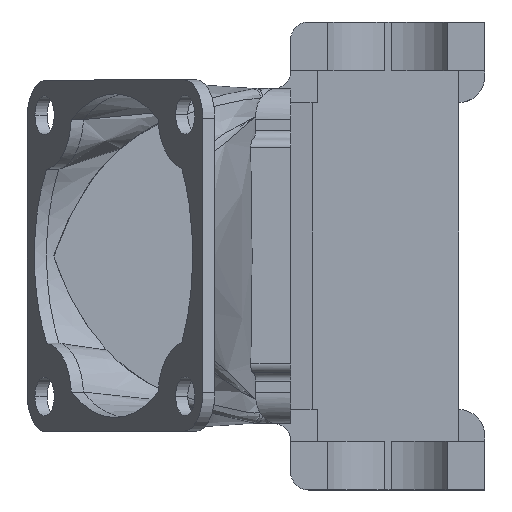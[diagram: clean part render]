
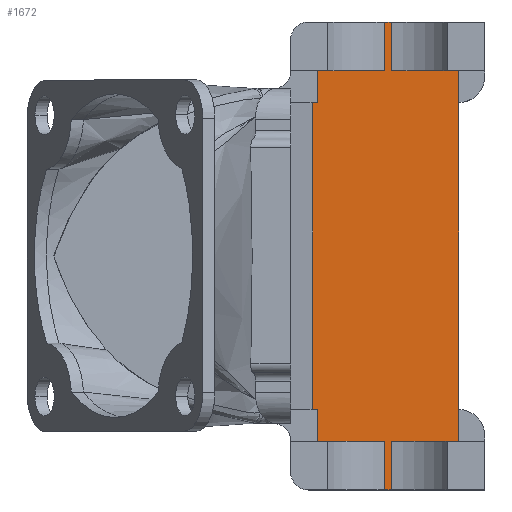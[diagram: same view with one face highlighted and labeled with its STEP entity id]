
A CAD part, top view. The second image highlights one B-rep face of the part: STEP entity #1672.
In plain terms, the highlighted planar face has unit normal (0, 0, 1).
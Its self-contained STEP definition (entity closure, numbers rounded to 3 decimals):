
#243 = AXIS2_PLACEMENT_3D ( 'NONE', #10261, #10270, #10271 ) ;
#1672 = ADVANCED_FACE ( 'NONE', ( #2442 ), #10268, .F. ) ;
#2173 = CARTESIAN_POINT ( 'NONE',  ( 13.255, -17.46, 2. ) ) ;
#2180 = CARTESIAN_POINT ( 'NONE',  ( 13.255, 17.46, 2. ) ) ;
#2186 = CARTESIAN_POINT ( 'NONE',  ( 21.409, 21.06, 2. ) ) ;
#2201 = CARTESIAN_POINT ( 'NONE',  ( 29.855, 17.46, 2. ) ) ;
#2204 = CARTESIAN_POINT ( 'NONE',  ( 22.201, 21.06, 2. ) ) ;
#2205 = CARTESIAN_POINT ( 'NONE',  ( 29.855, 21.06, 2. ) ) ;
#2206 = CARTESIAN_POINT ( 'NONE',  ( 22.201, 26.61, 2. ) ) ;
#2207 = CARTESIAN_POINT ( 'NONE',  ( 21.409, 26.61, 2. ) ) ;
#2209 = CARTESIAN_POINT ( 'NONE',  ( 29.855, -17.46, 2. ) ) ;
#2210 = CARTESIAN_POINT ( 'NONE',  ( 22.201, -21.06, 2. ) ) ;
#2442 = FACE_OUTER_BOUND ( 'NONE', #7151, .T. ) ;
#2519 = LINE ( 'NONE', #3365, #2522 ) ;
#2522 = VECTOR ( 'NONE', #3366, 1000. ) ;
#2534 = LINE ( 'NONE', #3417, #2539 ) ;
#2538 = LINE ( 'NONE', #3419, #2541 ) ;
#2539 = VECTOR ( 'NONE', #3418, 1000. ) ;
#2541 = VECTOR ( 'NONE', #3420, 1000. ) ;
#2648 = CARTESIAN_POINT ( 'NONE',  ( 22.201, -26.61, 2. ) ) ;
#2649 = CARTESIAN_POINT ( 'NONE',  ( 21.409, -21.06, 2. ) ) ;
#2650 = CARTESIAN_POINT ( 'NONE',  ( 21.409, -26.61, 2. ) ) ;
#2652 = CARTESIAN_POINT ( 'NONE',  ( 13.755, 17.46, 2. ) ) ;
#2653 = CARTESIAN_POINT ( 'NONE',  ( 13.755, 21.06, 2. ) ) ;
#2656 = CARTESIAN_POINT ( 'NONE',  ( 13.755, -21.06, 2. ) ) ;
#2659 = CARTESIAN_POINT ( 'NONE',  ( 13.755, -17.46, 2. ) ) ;
#3037 = CARTESIAN_POINT ( 'NONE',  ( 13.255, 0., 2. ) ) ;
#3080 = DIRECTION ( 'NONE',  ( 0., -1., 0. ) ) ;
#3151 = DIRECTION ( 'NONE',  ( 0., 1., 0. ) ) ;
#3154 = CARTESIAN_POINT ( 'NONE',  ( 21.409, 21.06, 2. ) ) ;
#3158 = CARTESIAN_POINT ( 'NONE',  ( 22.201, 21.06, 2. ) ) ;
#3159 = DIRECTION ( 'NONE',  ( 0., 1., 0. ) ) ;
#3168 = CARTESIAN_POINT ( 'NONE',  ( 32.855, 21.06, 2. ) ) ;
#3176 = DIRECTION ( 'NONE',  ( -1., 0., 0. ) ) ;
#3177 = CARTESIAN_POINT ( 'NONE',  ( 29.855, 21.06, 2. ) ) ;
#3178 = DIRECTION ( 'NONE',  ( 0., -1., 0. ) ) ;
#3195 = CARTESIAN_POINT ( 'NONE',  ( 29.855, -17.46, 2. ) ) ;
#3196 = DIRECTION ( 'NONE',  ( 0., -1., 0. ) ) ;
#3198 = DIRECTION ( 'NONE',  ( 0., -1., 0. ) ) ;
#3200 = CARTESIAN_POINT ( 'NONE',  ( 22.201, -21.06, 2. ) ) ;
#3201 = DIRECTION ( 'NONE',  ( 1., 0., 0. ) ) ;
#3202 = CARTESIAN_POINT ( 'NONE',  ( 22.201, -21.06, 2. ) ) ;
#3206 = CARTESIAN_POINT ( 'NONE',  ( 21.409, -21.06, 2. ) ) ;
#3207 = DIRECTION ( 'NONE',  ( 0., -1., 0. ) ) ;
#3221 = CARTESIAN_POINT ( 'NONE',  ( 13.755, 17.46, 2. ) ) ;
#3223 = DIRECTION ( 'NONE',  ( 0., 1., 0. ) ) ;
#3229 = CARTESIAN_POINT ( 'NONE',  ( 13.755, -21.06, 2. ) ) ;
#3231 = DIRECTION ( 'NONE',  ( 0., 1., 0. ) ) ;
#3243 = CARTESIAN_POINT ( 'NONE',  ( 34.855, 26.61, 2. ) ) ;
#3244 = DIRECTION ( 'NONE',  ( -1., 0., 0. ) ) ;
#3245 = CARTESIAN_POINT ( 'NONE',  ( 10.755, -21.06, 2. ) ) ;
#3250 = CARTESIAN_POINT ( 'NONE',  ( 21.409, 21.06, 2. ) ) ;
#3251 = DIRECTION ( 'NONE',  ( -1., 0., 0. ) ) ;
#3261 = DIRECTION ( 'NONE',  ( 1., 0., 0. ) ) ;
#3269 = CARTESIAN_POINT ( 'NONE',  ( 34.855, -26.61, 2. ) ) ;
#3270 = DIRECTION ( 'NONE',  ( 1., 0., 0. ) ) ;
#3365 = CARTESIAN_POINT ( 'NONE',  ( 10.755, -17.46, 2. ) ) ;
#3366 = DIRECTION ( 'NONE',  ( -1., 0., 0. ) ) ;
#3417 = CARTESIAN_POINT ( 'NONE',  ( 10.755, 17.46, 2. ) ) ;
#3418 = DIRECTION ( 'NONE',  ( 1., 0., 0. ) ) ;
#3419 = CARTESIAN_POINT ( 'NONE',  ( 29.855, -17.46, 2. ) ) ;
#3420 = DIRECTION ( 'NONE',  ( 0., -1., 0. ) ) ;
#5890 = VERTEX_POINT ( 'NONE', #2173 ) ;
#5897 = VERTEX_POINT ( 'NONE', #2180 ) ;
#5903 = VERTEX_POINT ( 'NONE', #2186 ) ;
#5918 = VERTEX_POINT ( 'NONE', #2201 ) ;
#5921 = VERTEX_POINT ( 'NONE', #2204 ) ;
#5922 = VERTEX_POINT ( 'NONE', #2205 ) ;
#5923 = VERTEX_POINT ( 'NONE', #2206 ) ;
#5924 = VERTEX_POINT ( 'NONE', #2207 ) ;
#5926 = VERTEX_POINT ( 'NONE', #2209 ) ;
#5927 = VERTEX_POINT ( 'NONE', #2210 ) ;
#5932 = VERTEX_POINT ( 'NONE', #11398 ) ;
#5933 = VERTEX_POINT ( 'NONE', #2648 ) ;
#5934 = VERTEX_POINT ( 'NONE', #2649 ) ;
#5935 = VERTEX_POINT ( 'NONE', #2650 ) ;
#5937 = VERTEX_POINT ( 'NONE', #2652 ) ;
#5938 = VERTEX_POINT ( 'NONE', #2653 ) ;
#5941 = VERTEX_POINT ( 'NONE', #2656 ) ;
#5944 = VERTEX_POINT ( 'NONE', #2659 ) ;
#6328 = ORIENTED_EDGE ( 'NONE', *, *, #9929, .F. ) ;
#6329 = ORIENTED_EDGE ( 'NONE', *, *, #10018, .F. ) ;
#6330 = ORIENTED_EDGE ( 'NONE', *, *, #9920, .F. ) ;
#6331 = ORIENTED_EDGE ( 'NONE', *, *, #9919, .T. ) ;
#6332 = ORIENTED_EDGE ( 'NONE', *, *, #9915, .T. ) ;
#6333 = ORIENTED_EDGE ( 'NONE', *, *, #9951, .T. ) ;
#6334 = ORIENTED_EDGE ( 'NONE', *, *, #9912, .F. ) ;
#6335 = ORIENTED_EDGE ( 'NONE', *, *, #9954, .T. ) ;
#6336 = ORIENTED_EDGE ( 'NONE', *, *, #9940, .F. ) ;
#6337 = ORIENTED_EDGE ( 'NONE', *, *, #10017, .F. ) ;
#6338 = ORIENTED_EDGE ( 'NONE', *, *, #9881, .T. ) ;
#6339 = ORIENTED_EDGE ( 'NONE', *, *, #10000, .F. ) ;
#6340 = ORIENTED_EDGE ( 'NONE', *, *, #9944, .F. ) ;
#6341 = ORIENTED_EDGE ( 'NONE', *, *, #9959, .T. ) ;
#6342 = ORIENTED_EDGE ( 'NONE', *, *, #9937, .T. ) ;
#6343 = ORIENTED_EDGE ( 'NONE', *, *, #9964, .T. ) ;
#6344 = ORIENTED_EDGE ( 'NONE', *, *, #9934, .F. ) ;
#6345 = ORIENTED_EDGE ( 'NONE', *, *, #9932, .T. ) ;
#7151 = EDGE_LOOP ( 'NONE', ( #6328, #6329, #6330, #6331, #6332, #6333, #6334, #6335, #6336, #6337, #6338, #6339, #6340, #6341, #6342, #6343, #6344, #6345 ) ) ;
#8778 = LINE ( 'NONE', #3037, #8817 ) ;
#8817 = VECTOR ( 'NONE', #3080, 1000. ) ;
#8864 = LINE ( 'NONE', #3154, #8870 ) ;
#8870 = VECTOR ( 'NONE', #3151, 1000. ) ;
#8872 = LINE ( 'NONE', #3158, #8874 ) ;
#8874 = VECTOR ( 'NONE', #3159, 1000. ) ;
#8876 = LINE ( 'NONE', #3168, #8881 ) ;
#8880 = LINE ( 'NONE', #3177, #8883 ) ;
#8881 = VECTOR ( 'NONE', #3176, 1000. ) ;
#8883 = VECTOR ( 'NONE', #3178, 1000. ) ;
#8898 = LINE ( 'NONE', #3195, #8901 ) ;
#8901 = VECTOR ( 'NONE', #3196, 1000. ) ;
#8902 = LINE ( 'NONE', #3202, #8910 ) ;
#8904 = LINE ( 'NONE', #3200, #8907 ) ;
#8907 = VECTOR ( 'NONE', #3201, 1000. ) ;
#8910 = VECTOR ( 'NONE', #3198, 1000. ) ;
#8912 = LINE ( 'NONE', #3206, #8914 ) ;
#8914 = VECTOR ( 'NONE', #3207, 1000. ) ;
#8916 = LINE ( 'NONE', #3221, #8919 ) ;
#8919 = VECTOR ( 'NONE', #3223, 1000. ) ;
#8924 = LINE ( 'NONE', #3229, #8927 ) ;
#8927 = VECTOR ( 'NONE', #3231, 1000. ) ;
#8938 = LINE ( 'NONE', #3243, #8941 ) ;
#8941 = VECTOR ( 'NONE', #3244, 1000. ) ;
#8943 = LINE ( 'NONE', #3250, #8946 ) ;
#8946 = VECTOR ( 'NONE', #3251, 1000. ) ;
#8951 = LINE ( 'NONE', #3245, #8956 ) ;
#8956 = VECTOR ( 'NONE', #3261, 1000. ) ;
#8962 = LINE ( 'NONE', #3269, #8965 ) ;
#8965 = VECTOR ( 'NONE', #3270, 1000. ) ;
#9881 = EDGE_CURVE ( 'NONE', #5897, #5890, #8778, .T. ) ;
#9912 = EDGE_CURVE ( 'NONE', #5903, #5924, #8864, .T. ) ;
#9915 = EDGE_CURVE ( 'NONE', #5921, #5923, #8872, .T. ) ;
#9919 = EDGE_CURVE ( 'NONE', #5922, #5921, #8876, .T. ) ;
#9920 = EDGE_CURVE ( 'NONE', #5922, #5918, #8880, .T. ) ;
#9929 = EDGE_CURVE ( 'NONE', #5926, #5932, #8898, .T. ) ;
#9932 = EDGE_CURVE ( 'NONE', #5927, #5932, #8904, .T. ) ;
#9934 = EDGE_CURVE ( 'NONE', #5927, #5933, #8902, .T. ) ;
#9937 = EDGE_CURVE ( 'NONE', #5934, #5935, #8912, .T. ) ;
#9940 = EDGE_CURVE ( 'NONE', #5937, #5938, #8916, .T. ) ;
#9944 = EDGE_CURVE ( 'NONE', #5941, #5944, #8924, .T. ) ;
#9951 = EDGE_CURVE ( 'NONE', #5923, #5924, #8938, .T. ) ;
#9954 = EDGE_CURVE ( 'NONE', #5903, #5938, #8943, .T. ) ;
#9959 = EDGE_CURVE ( 'NONE', #5941, #5934, #8951, .T. ) ;
#9964 = EDGE_CURVE ( 'NONE', #5935, #5933, #8962, .T. ) ;
#10000 = EDGE_CURVE ( 'NONE', #5944, #5890, #2519, .T. ) ;
#10017 = EDGE_CURVE ( 'NONE', #5897, #5937, #2534, .T. ) ;
#10018 = EDGE_CURVE ( 'NONE', #5918, #5926, #2538, .T. ) ;
#10261 = CARTESIAN_POINT ( 'NONE',  ( 0., 0., 2. ) ) ;
#10268 = PLANE ( 'NONE',  #243 ) ;
#10270 = DIRECTION ( 'NONE',  ( 0., 0., -1. ) ) ;
#10271 = DIRECTION ( 'NONE',  ( -1., 0., 0. ) ) ;
#11398 = CARTESIAN_POINT ( 'NONE',  ( 29.855, -21.06, 2. ) ) ;
